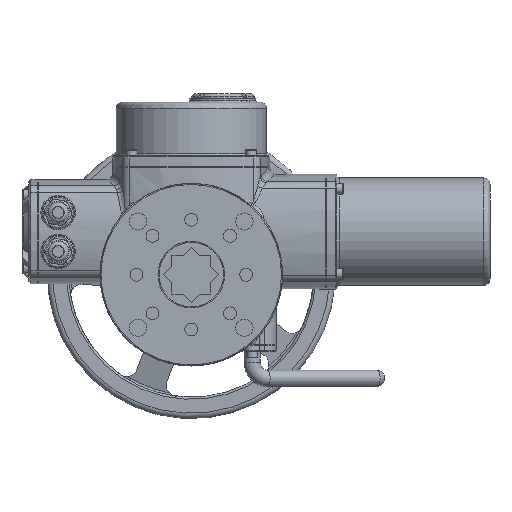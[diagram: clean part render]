
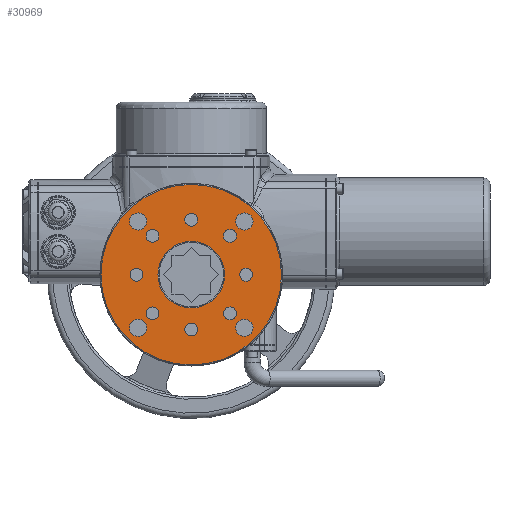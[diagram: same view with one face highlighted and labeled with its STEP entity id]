
A CAD part, front view. The second image highlights one B-rep face of the part: STEP entity #30969.
In plain terms, the highlighted planar face has unit normal (0, -1, 0).
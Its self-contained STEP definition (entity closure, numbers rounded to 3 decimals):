
#2028=FACE_BOUND('',#9383,.T.);
#2029=FACE_BOUND('',#9384,.T.);
#2030=FACE_BOUND('',#9385,.T.);
#2031=FACE_BOUND('',#9386,.T.);
#2032=FACE_BOUND('',#9387,.T.);
#2033=FACE_BOUND('',#9388,.T.);
#2034=FACE_BOUND('',#9389,.T.);
#2035=FACE_BOUND('',#9390,.T.);
#2036=FACE_BOUND('',#9391,.T.);
#2037=FACE_BOUND('',#9392,.T.);
#2038=FACE_BOUND('',#9393,.T.);
#2039=FACE_BOUND('',#9394,.T.);
#2040=FACE_BOUND('',#9395,.T.);
#2224=PLANE('',#32923);
#7626=FACE_OUTER_BOUND('',#9382,.T.);
#9382=EDGE_LOOP('',(#20013));
#9383=EDGE_LOOP('',(#20014));
#9384=EDGE_LOOP('',(#20015));
#9385=EDGE_LOOP('',(#20016));
#9386=EDGE_LOOP('',(#20017));
#9387=EDGE_LOOP('',(#20018));
#9388=EDGE_LOOP('',(#20019));
#9389=EDGE_LOOP('',(#20020));
#9390=EDGE_LOOP('',(#20021));
#9391=EDGE_LOOP('',(#20022));
#9392=EDGE_LOOP('',(#20023));
#9393=EDGE_LOOP('',(#20024));
#9394=EDGE_LOOP('',(#20025));
#9395=EDGE_LOOP('',(#20026));
#11334=CIRCLE('',#32919,84.);
#11337=CIRCLE('',#32924,31.);
#11338=CIRCLE('',#32925,8.);
#11339=CIRCLE('',#32926,8.);
#11340=CIRCLE('',#32927,8.);
#11341=CIRCLE('',#32928,8.);
#11342=CIRCLE('',#32929,6.);
#11343=CIRCLE('',#32930,6.);
#11344=CIRCLE('',#32931,6.);
#11345=CIRCLE('',#32932,6.);
#11346=CIRCLE('',#32933,6.);
#11347=CIRCLE('',#32934,6.);
#11348=CIRCLE('',#32935,6.);
#11349=CIRCLE('',#32936,6.);
#12447=VERTEX_POINT('',#42746);
#12449=VERTEX_POINT('',#42755);
#12450=VERTEX_POINT('',#42757);
#12451=VERTEX_POINT('',#42759);
#12452=VERTEX_POINT('',#42761);
#12453=VERTEX_POINT('',#42763);
#12454=VERTEX_POINT('',#42765);
#12455=VERTEX_POINT('',#42767);
#12456=VERTEX_POINT('',#42769);
#12457=VERTEX_POINT('',#42771);
#12458=VERTEX_POINT('',#42773);
#12459=VERTEX_POINT('',#42775);
#12460=VERTEX_POINT('',#42777);
#12461=VERTEX_POINT('',#42779);
#15427=EDGE_CURVE('',#12447,#12447,#11334,.T.);
#15431=EDGE_CURVE('',#12449,#12449,#11337,.T.);
#15432=EDGE_CURVE('',#12450,#12450,#11338,.T.);
#15433=EDGE_CURVE('',#12451,#12451,#11339,.T.);
#15434=EDGE_CURVE('',#12452,#12452,#11340,.T.);
#15435=EDGE_CURVE('',#12453,#12453,#11341,.T.);
#15436=EDGE_CURVE('',#12454,#12454,#11342,.T.);
#15437=EDGE_CURVE('',#12455,#12455,#11343,.T.);
#15438=EDGE_CURVE('',#12456,#12456,#11344,.T.);
#15439=EDGE_CURVE('',#12457,#12457,#11345,.T.);
#15440=EDGE_CURVE('',#12458,#12458,#11346,.T.);
#15441=EDGE_CURVE('',#12459,#12459,#11347,.T.);
#15442=EDGE_CURVE('',#12460,#12460,#11348,.T.);
#15443=EDGE_CURVE('',#12461,#12461,#11349,.T.);
#20013=ORIENTED_EDGE('',*,*,#15427,.F.);
#20014=ORIENTED_EDGE('',*,*,#15431,.F.);
#20015=ORIENTED_EDGE('',*,*,#15432,.F.);
#20016=ORIENTED_EDGE('',*,*,#15433,.F.);
#20017=ORIENTED_EDGE('',*,*,#15434,.F.);
#20018=ORIENTED_EDGE('',*,*,#15435,.F.);
#20019=ORIENTED_EDGE('',*,*,#15436,.F.);
#20020=ORIENTED_EDGE('',*,*,#15437,.F.);
#20021=ORIENTED_EDGE('',*,*,#15438,.F.);
#20022=ORIENTED_EDGE('',*,*,#15439,.F.);
#20023=ORIENTED_EDGE('',*,*,#15440,.F.);
#20024=ORIENTED_EDGE('',*,*,#15441,.F.);
#20025=ORIENTED_EDGE('',*,*,#15442,.F.);
#20026=ORIENTED_EDGE('',*,*,#15443,.F.);
#30969=ADVANCED_FACE('',(#7626,#2028,#2029,#2030,#2031,#2032,#2033,#2034,
#2035,#2036,#2037,#2038,#2039,#2040),#2224,.F.);
#32919=AXIS2_PLACEMENT_3D('',#42748,#35481,#35482);
#32923=AXIS2_PLACEMENT_3D('',#42754,#35490,#35491);
#32924=AXIS2_PLACEMENT_3D('',#42756,#35492,#35493);
#32925=AXIS2_PLACEMENT_3D('',#42758,#35494,#35495);
#32926=AXIS2_PLACEMENT_3D('',#42760,#35496,#35497);
#32927=AXIS2_PLACEMENT_3D('',#42762,#35498,#35499);
#32928=AXIS2_PLACEMENT_3D('',#42764,#35500,#35501);
#32929=AXIS2_PLACEMENT_3D('',#42766,#35502,#35503);
#32930=AXIS2_PLACEMENT_3D('',#42768,#35504,#35505);
#32931=AXIS2_PLACEMENT_3D('',#42770,#35506,#35507);
#32932=AXIS2_PLACEMENT_3D('',#42772,#35508,#35509);
#32933=AXIS2_PLACEMENT_3D('',#42774,#35510,#35511);
#32934=AXIS2_PLACEMENT_3D('',#42776,#35512,#35513);
#32935=AXIS2_PLACEMENT_3D('',#42778,#35514,#35515);
#32936=AXIS2_PLACEMENT_3D('',#42780,#35516,#35517);
#35481=DIRECTION('center_axis',(0.,1.,0.));
#35482=DIRECTION('ref_axis',(1.,0.,0.));
#35490=DIRECTION('center_axis',(0.,1.,0.));
#35491=DIRECTION('ref_axis',(0.,0.,1.));
#35492=DIRECTION('center_axis',(0.,-1.,0.));
#35493=DIRECTION('ref_axis',(1.,0.,0.));
#35494=DIRECTION('center_axis',(0.,-1.,0.));
#35495=DIRECTION('ref_axis',(1.,0.,0.));
#35496=DIRECTION('center_axis',(0.,-1.,0.));
#35497=DIRECTION('ref_axis',(1.,0.,0.));
#35498=DIRECTION('center_axis',(0.,-1.,0.));
#35499=DIRECTION('ref_axis',(1.,0.,0.));
#35500=DIRECTION('center_axis',(0.,-1.,0.));
#35501=DIRECTION('ref_axis',(1.,0.,0.));
#35502=DIRECTION('center_axis',(0.,-1.,0.));
#35503=DIRECTION('ref_axis',(1.,0.,0.));
#35504=DIRECTION('center_axis',(0.,-1.,0.));
#35505=DIRECTION('ref_axis',(1.,0.,0.));
#35506=DIRECTION('center_axis',(0.,-1.,0.));
#35507=DIRECTION('ref_axis',(1.,0.,0.));
#35508=DIRECTION('center_axis',(0.,-1.,0.));
#35509=DIRECTION('ref_axis',(1.,0.,0.));
#35510=DIRECTION('center_axis',(0.,-1.,0.));
#35511=DIRECTION('ref_axis',(1.,0.,0.));
#35512=DIRECTION('center_axis',(0.,-1.,0.));
#35513=DIRECTION('ref_axis',(1.,0.,0.));
#35514=DIRECTION('center_axis',(0.,-1.,0.));
#35515=DIRECTION('ref_axis',(1.,0.,0.));
#35516=DIRECTION('center_axis',(0.,-1.,0.));
#35517=DIRECTION('ref_axis',(1.,0.,0.));
#42746=CARTESIAN_POINT('',(0.,0.,-84.));
#42748=CARTESIAN_POINT('Origin',(0.,0.,0.));
#42754=CARTESIAN_POINT('Origin',(0.,0.,0.));
#42755=CARTESIAN_POINT('',(-31.,0.,0.));
#42756=CARTESIAN_POINT('Origin',(0.,0.,0.));
#42757=CARTESIAN_POINT('',(-57.497,0.,49.497));
#42758=CARTESIAN_POINT('Origin',(-49.497,0.,49.497));
#42759=CARTESIAN_POINT('',(41.497,0.,49.497));
#42760=CARTESIAN_POINT('Origin',(49.497,0.,49.497));
#42761=CARTESIAN_POINT('',(41.497,0.,-49.497));
#42762=CARTESIAN_POINT('Origin',(49.497,0.,-49.497));
#42763=CARTESIAN_POINT('',(-57.497,0.,-49.497));
#42764=CARTESIAN_POINT('Origin',(-49.497,0.,-49.497));
#42765=CARTESIAN_POINT('',(-6.,0.,-51.));
#42766=CARTESIAN_POINT('Origin',(0.,0.,-51.));
#42767=CARTESIAN_POINT('',(30.062,0.,-36.062));
#42768=CARTESIAN_POINT('Origin',(36.062,0.,-36.062));
#42769=CARTESIAN_POINT('',(45.,0.,0.));
#42770=CARTESIAN_POINT('Origin',(51.,0.,0.));
#42771=CARTESIAN_POINT('',(30.062,0.,36.062));
#42772=CARTESIAN_POINT('Origin',(36.062,0.,36.062));
#42773=CARTESIAN_POINT('',(-6.,0.,51.));
#42774=CARTESIAN_POINT('Origin',(0.,0.,51.));
#42775=CARTESIAN_POINT('',(-42.062,0.,36.062));
#42776=CARTESIAN_POINT('Origin',(-36.062,0.,36.062));
#42777=CARTESIAN_POINT('',(-57.,0.,0.));
#42778=CARTESIAN_POINT('Origin',(-51.,0.,0.));
#42779=CARTESIAN_POINT('',(-42.062,0.,-36.062));
#42780=CARTESIAN_POINT('Origin',(-36.062,0.,-36.062));
